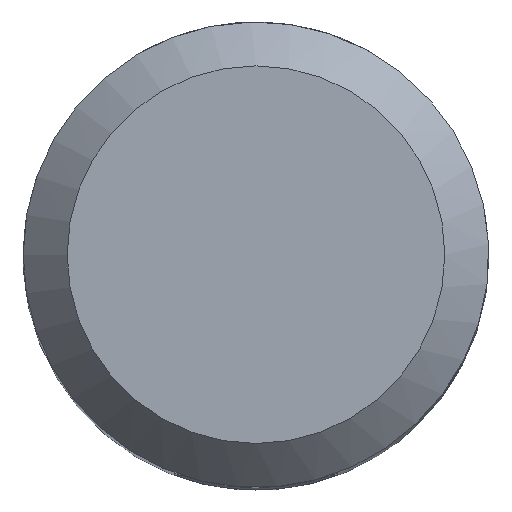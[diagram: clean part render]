
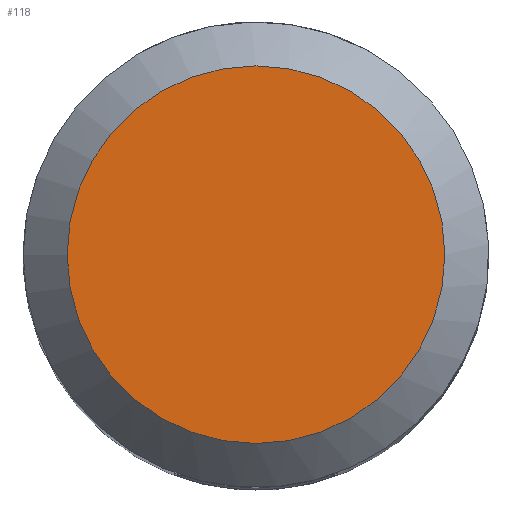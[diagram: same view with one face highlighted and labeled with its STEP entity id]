
A CAD part, top view. The second image highlights one B-rep face of the part: STEP entity #118.
In plain terms, the highlighted planar face has unit normal (0, 0, 1).
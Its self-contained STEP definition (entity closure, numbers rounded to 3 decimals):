
#40=PLANE('',#511);
#118=ADVANCED_FACE('',(#148),#40,.F.);
#148=FACE_OUTER_BOUND('',#179,.T.);
#179=EDGE_LOOP('',(#263));
#263=ORIENTED_EDGE('',*,*,#381,.F.);
#340=VERTEX_POINT('',#673);
#381=EDGE_CURVE('',#340,#340,#441,.T.);
#441=CIRCLE('',#493,6.437);
#493=AXIS2_PLACEMENT_3D('',#672,#550,#551);
#511=AXIS2_PLACEMENT_3D('',#829,#595,#596);
#550=DIRECTION('',(0.,0.,-1.));
#551=DIRECTION('',(-1.,0.,0.));
#595=DIRECTION('',(0.,0.,-1.));
#596=DIRECTION('',(1.,0.,0.));
#672=CARTESIAN_POINT('',(0.,0.,0.));
#673=CARTESIAN_POINT('',(-6.438,0.,0.));
#829=CARTESIAN_POINT('',(0.,6.437,0.));
